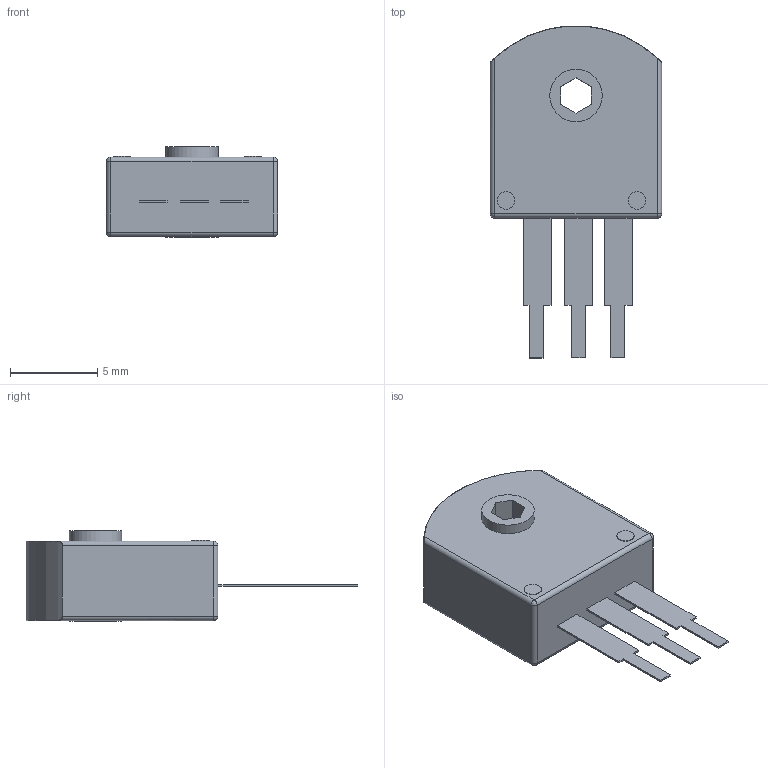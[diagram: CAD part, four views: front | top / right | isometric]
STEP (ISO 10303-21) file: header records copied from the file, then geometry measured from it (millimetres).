
FILE_DESCRIPTION(/* description */ (''),/* implementation_level */ '2;1');
FILE_NAME(/* name */ 'Kalih Encoder 9mm.step',/* time_stamp */ '2022-11-27T21:02:29-05:00',/* author */ (''),/* organization */ (''),/* preprocessor_version */ 'ST-DEVELOPER v19.2',/* originating_system */ 'Autodesk Translation Framework v11.17.0.187',/* authorisation */ '');
FILE_SCHEMA (('AUTOMOTIVE_DESIGN { 1 0 10303 214 3 1 1 }'));
Length unit declared in the file: millimetre
Products named in the file (2): encoder; encoder_1
Assembly tree (1 placements, depth 2):
  encoder
    encoder_1
Bounding box: 9.8 x 18.99 x 5.2 mm (x, y, z)
Volume: 477.9 mm3; surface area: 559.4 mm2
Topology: 2 solids, 2 shells, 74 faces, 172 edges, 108 vertices
Faces by surface type: plane 49, cylinder 15, bspline 4, sphere 4, torus 2
Full cylindrical faces by diameter (mm): 1 x2, 3 x2
Entity records: 2311 total; most frequent: CARTESIAN_POINT 514, ORIENTED_EDGE 344, DIRECTION 344, EDGE_CURVE 172, LINE 132, VECTOR 132, VERTEX_POINT 108, AXIS2_PLACEMENT_3D 106
